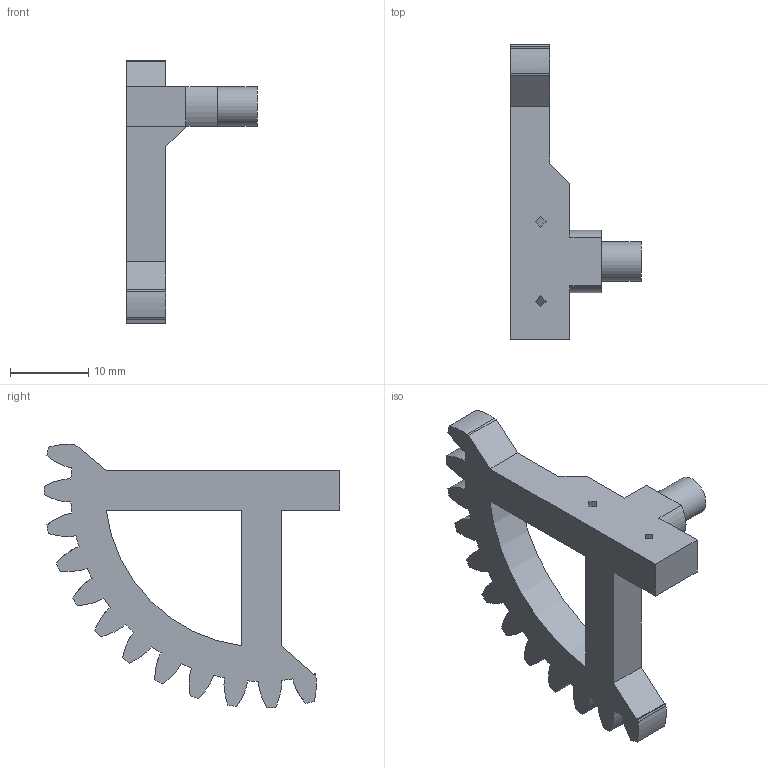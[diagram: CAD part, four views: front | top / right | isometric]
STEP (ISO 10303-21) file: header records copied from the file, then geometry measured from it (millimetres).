
FILE_DESCRIPTION(/* description */ (''),/* implementation_level */ '2;1');
FILE_NAME(/* name */ 'Driven Gear.step',/* time_stamp */ '2020-06-18T15:17:12-04:00',/* author */ (''),/* organization */ (''),/* preprocessor_version */ 'ST-DEVELOPER v18.1',/* originating_system */ 'Autodesk Translation Framework v9.3.0.1241',/* authorisation */ '');
FILE_SCHEMA (('AUTOMOTIVE_DESIGN { 1 0 10303 214 3 1 1 }'));
Length unit declared in the file: millimetre
Products named in the file (1): Driven Gear
Bounding box: 16.66 x 37.75 x 33.64 mm (x, y, z)
Volume: 3142.7 mm3; surface area: 2614.6 mm2
Topology: 1 solids, 1 shells, 101 faces, 298 edges, 198 vertices
Faces by surface type: plane 49, cylinder 28, bspline 24
Full cylindrical faces by diameter (mm): 5 x1
Entity records: 7894 total; most frequent: CARTESIAN_POINT 5326, ORIENTED_EDGE 596, DIRECTION 464, EDGE_CURVE 298, VERTEX_POINT 198, LINE 192, VECTOR 192, AXIS2_PLACEMENT_3D 136
